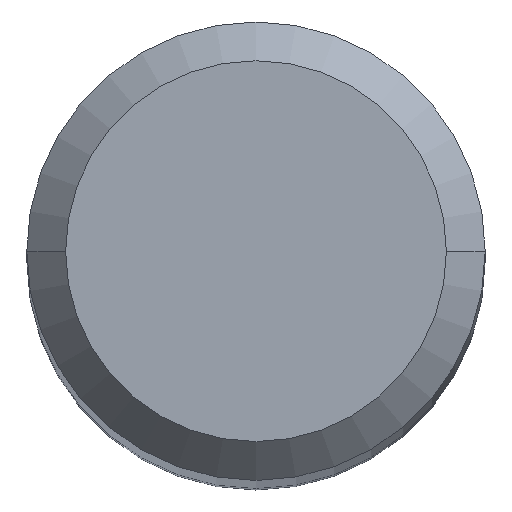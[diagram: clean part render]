
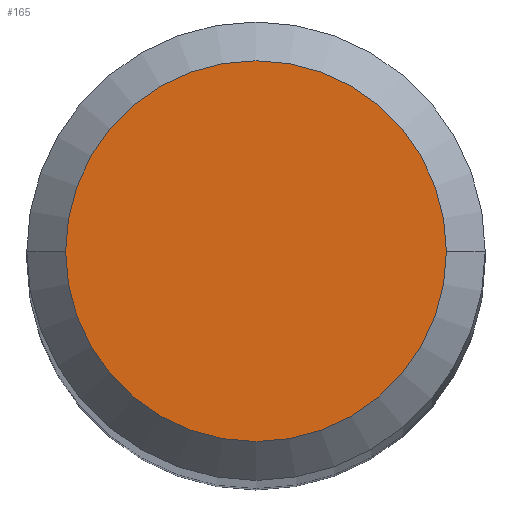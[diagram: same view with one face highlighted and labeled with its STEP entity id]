
A CAD part, top view. The second image highlights one B-rep face of the part: STEP entity #165.
In plain terms, the highlighted planar face has unit normal (0, 0, 1).
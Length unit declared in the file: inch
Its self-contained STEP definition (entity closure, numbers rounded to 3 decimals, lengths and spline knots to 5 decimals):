
#3 = AXIS2_PLACEMENT_3D ( 'NONE', #282, #142, #252 ) ;
#37 = CARTESIAN_POINT ( 'NONE',  ( -0.0981, 0., 0. ) ) ;
#51 = AXIS2_PLACEMENT_3D ( 'NONE', #84, #147, #55 ) ;
#55 = DIRECTION ( 'NONE',  ( 1., 0., 0. ) ) ;
#84 = CARTESIAN_POINT ( 'NONE',  ( 0., 0., 0. ) ) ;
#121 = VERTEX_POINT ( 'NONE', #343 ) ;
#141 = EDGE_CURVE ( 'NONE', #121, #261, #290, .T. ) ;
#142 = DIRECTION ( 'NONE',  ( 0., 0., -1. ) ) ;
#143 = EDGE_LOOP ( 'NONE', ( #156, #224 ) ) ;
#147 = DIRECTION ( 'NONE',  ( 0., 0., 1. ) ) ;
#156 = ORIENTED_EDGE ( 'NONE', *, *, #186, .T. ) ;
#165 = ADVANCED_FACE ( 'NONE', ( #310 ), #167, .F. ) ;
#167 = PLANE ( 'NONE',  #3 ) ;
#186 = EDGE_CURVE ( 'NONE', #261, #121, #308, .T. ) ;
#224 = ORIENTED_EDGE ( 'NONE', *, *, #141, .T. ) ;
#252 = DIRECTION ( 'NONE',  ( -1., 0., 0. ) ) ;
#261 = VERTEX_POINT ( 'NONE', #37 ) ;
#282 = CARTESIAN_POINT ( 'NONE',  ( 0., 0.0981, 0. ) ) ;
#290 = CIRCLE ( 'NONE', #51, 0.0981 ) ;
#300 = CARTESIAN_POINT ( 'NONE',  ( 0., 0., 0. ) ) ;
#308 = CIRCLE ( 'NONE', #338, 0.0981 ) ;
#310 = FACE_OUTER_BOUND ( 'NONE', #143, .T. ) ;
#318 = DIRECTION ( 'NONE',  ( 0., 0., 1. ) ) ;
#338 = AXIS2_PLACEMENT_3D ( 'NONE', #300, #318, #349 ) ;
#343 = CARTESIAN_POINT ( 'NONE',  ( 0.0981, 0., 0. ) ) ;
#349 = DIRECTION ( 'NONE',  ( 1., 0., 0. ) ) ;
